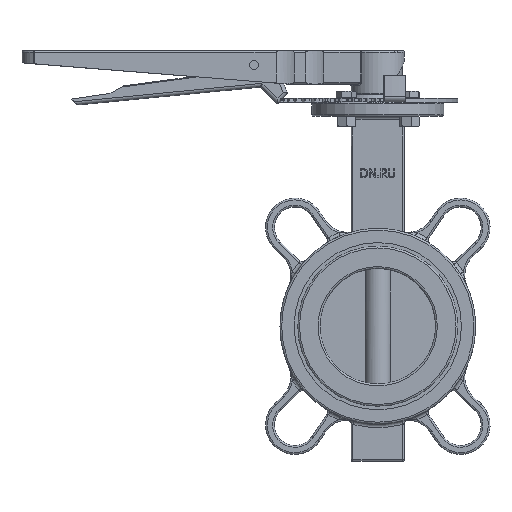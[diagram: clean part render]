
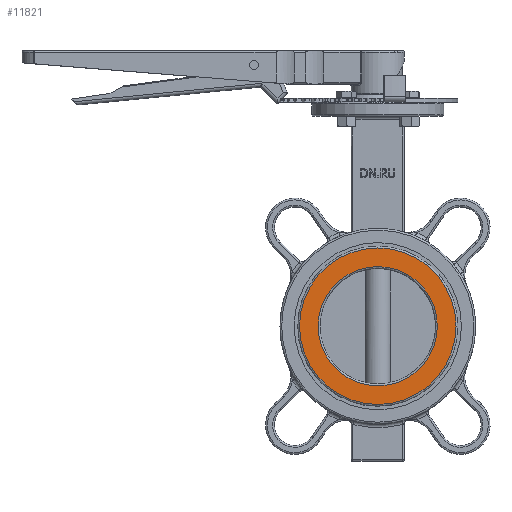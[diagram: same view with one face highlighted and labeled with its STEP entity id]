
A CAD part, top view. The second image highlights one B-rep face of the part: STEP entity #11821.
In plain terms, the highlighted planar face has unit normal (0, 0, 1).
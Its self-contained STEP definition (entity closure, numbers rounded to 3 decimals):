
#233=FACE_BOUND('',#3413,.T.);
#2254=PLANE('',#12912);
#2725=FACE_OUTER_BOUND('',#3412,.T.);
#3412=EDGE_LOOP('',(#8956));
#3413=EDGE_LOOP('',(#8957));
#4102=CIRCLE('',#12908,33.5);
#4106=CIRCLE('',#12913,44.);
#5125=VERTEX_POINT('',#26595);
#5128=VERTEX_POINT('',#26603);
#6497=EDGE_CURVE('',#5125,#5125,#4102,.T.);
#6501=EDGE_CURVE('',#5128,#5128,#4106,.T.);
#8956=ORIENTED_EDGE('',*,*,#6501,.F.);
#8957=ORIENTED_EDGE('',*,*,#6497,.F.);
#11821=ADVANCED_FACE('',(#2725,#233),#2254,.T.);
#12908=AXIS2_PLACEMENT_3D('',#26596,#14986,#14987);
#12912=AXIS2_PLACEMENT_3D('',#26602,#14994,#14995);
#12913=AXIS2_PLACEMENT_3D('',#26604,#14996,#14997);
#14986=DIRECTION('center_axis',(0.,0.,1.));
#14987=DIRECTION('ref_axis',(-1.,0.,0.));
#14994=DIRECTION('center_axis',(0.,0.,1.));
#14995=DIRECTION('ref_axis',(1.,0.,0.));
#14996=DIRECTION('center_axis',(0.,0.,-1.));
#14997=DIRECTION('ref_axis',(-1.,0.,0.));
#26595=CARTESIAN_POINT('',(33.5,0.,24.));
#26596=CARTESIAN_POINT('Origin',(0.,0.,24.));
#26602=CARTESIAN_POINT('Origin',(0.,0.,24.));
#26603=CARTESIAN_POINT('',(-44.,0.,24.));
#26604=CARTESIAN_POINT('Origin',(0.,0.,24.));
